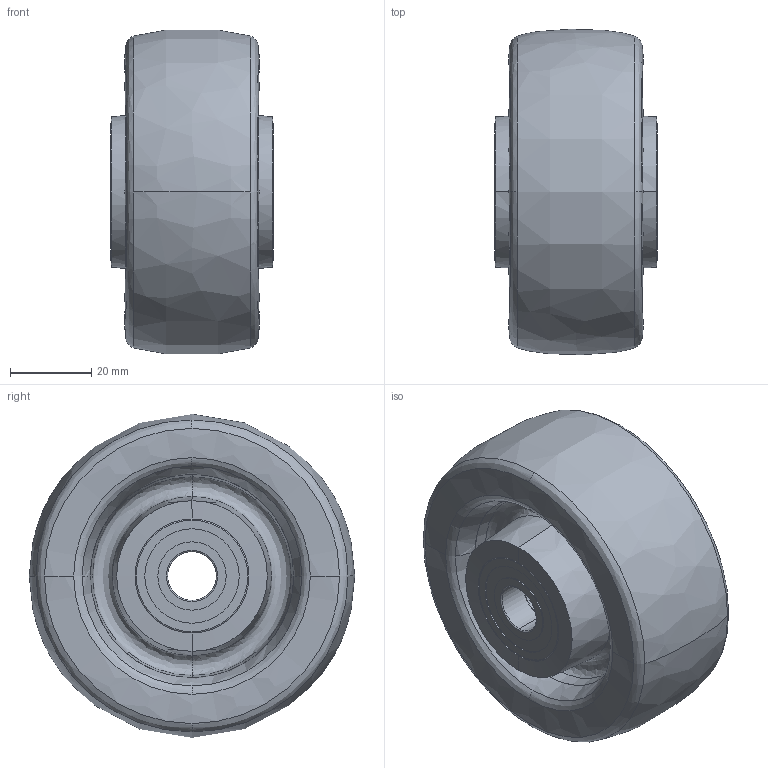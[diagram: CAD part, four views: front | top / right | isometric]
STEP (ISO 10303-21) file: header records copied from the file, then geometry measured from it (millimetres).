
FILE_DESCRIPTION (( 'STEP AP214' ), '1' );
FILE_NAME ('0014307.step', '2023-01-12T11:34:35', ( '' ), ( '' ), 'SwSTEP 2.0', 'SolidWorks 2020', '' );
FILE_SCHEMA (( 'AUTOMOTIVE_DESIGN' ));
Length unit declared in the file: millimetre
Products named in the file (1): 0014307
Bounding box: 40 x 79.98 x 79.5 mm (x, y, z)
Surface area: 26241 mm2 (no closed solid volume)
Topology: 0 solids, 10 shells, 72 faces, 180 edges, 116 vertices
Faces by surface type: bspline 22, cone 16, cylinder 14, torus 12, plane 8
Entity records: 3694 total; most frequent: CARTESIAN_POINT 1193, DIRECTION 396, ORIENTED_EDGE 320, AXIS2_PLACEMENT_3D 183, EDGE_CURVE 180, CIRCLE 132, VERTEX_POINT 116, EDGE_LOOP 80
